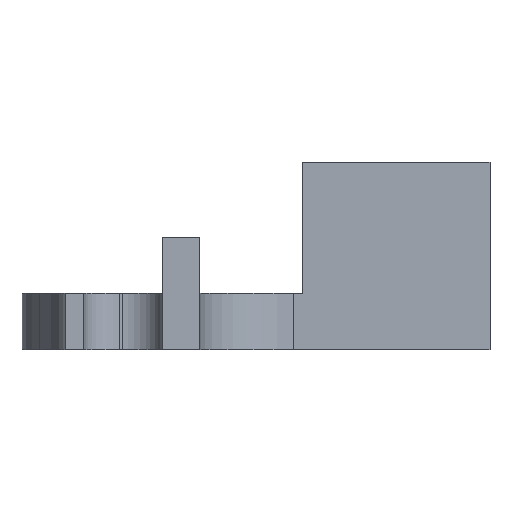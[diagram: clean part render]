
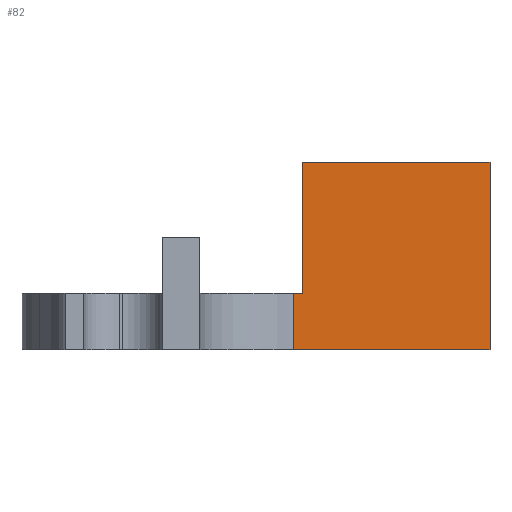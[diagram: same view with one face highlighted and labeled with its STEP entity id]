
A CAD part, left-side view. The second image highlights one B-rep face of the part: STEP entity #82.
In plain terms, the highlighted planar face has unit normal (-1, 0, 0).
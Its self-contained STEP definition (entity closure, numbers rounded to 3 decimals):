
#82 = ADVANCED_FACE( '', ( #116 ), #117, .F. );
#116 = FACE_OUTER_BOUND( '', #169, .T. );
#117 = PLANE( '', #170 );
#169 = EDGE_LOOP( '', ( #275, #276, #277, #278, #279, #280 ) );
#170 = AXIS2_PLACEMENT_3D( '', #281, #282, #283 );
#275 = ORIENTED_EDGE( '', *, *, #448, .T. );
#276 = ORIENTED_EDGE( '', *, *, #415, .F. );
#277 = ORIENTED_EDGE( '', *, *, #449, .T. );
#278 = ORIENTED_EDGE( '', *, *, #450, .T. );
#279 = ORIENTED_EDGE( '', *, *, #451, .F. );
#280 = ORIENTED_EDGE( '', *, *, #452, .F. );
#281 = CARTESIAN_POINT( '', ( 10.5, 122.9, 11. ) );
#282 = DIRECTION( '', ( 1., 0., 0. ) );
#283 = DIRECTION( '', ( 0., 1., 0. ) );
#415 = EDGE_CURVE( '', #480, #483, #484, .T. );
#448 = EDGE_CURVE( '', #542, #483, #543, .T. );
#449 = EDGE_CURVE( '', #480, #544, #545, .T. );
#450 = EDGE_CURVE( '', #544, #546, #547, .T. );
#451 = EDGE_CURVE( '', #548, #546, #549, .T. );
#452 = EDGE_CURVE( '', #542, #548, #550, .T. );
#480 = VERTEX_POINT( '', #590 );
#483 = VERTEX_POINT( '', #593 );
#484 = LINE( '', #594, #595 );
#542 = VERTEX_POINT( '', #676 );
#543 = LINE( '', #677, #678 );
#544 = VERTEX_POINT( '', #679 );
#545 = LINE( '', #680, #681 );
#546 = VERTEX_POINT( '', #682 );
#547 = LINE( '', #683, #684 );
#548 = VERTEX_POINT( '', #685 );
#549 = LINE( '', #686, #687 );
#550 = LINE( '', #688, #689 );
#590 = CARTESIAN_POINT( '', ( 10.5, 122.9, 11. ) );
#593 = CARTESIAN_POINT( '', ( 10.5, 122.4, 11. ) );
#594 = CARTESIAN_POINT( '', ( 10.5, 122.9, 11. ) );
#595 = VECTOR( '', #753, 1000. );
#676 = CARTESIAN_POINT( '', ( 10.5, 122.4, 18. ) );
#677 = CARTESIAN_POINT( '', ( 10.5, 122.4, 18. ) );
#678 = VECTOR( '', #804, 1000. );
#679 = CARTESIAN_POINT( '', ( 10.5, 122.9, 8. ) );
#680 = CARTESIAN_POINT( '', ( 10.5, 122.9, 11. ) );
#681 = VECTOR( '', #805, 1000. );
#682 = CARTESIAN_POINT( '', ( 10.5, 112.4, 8. ) );
#683 = CARTESIAN_POINT( '', ( 10.5, 122.9, 8. ) );
#684 = VECTOR( '', #806, 1000. );
#685 = CARTESIAN_POINT( '', ( 10.5, 112.4, 18. ) );
#686 = CARTESIAN_POINT( '', ( 10.5, 112.4, 11. ) );
#687 = VECTOR( '', #807, 1000. );
#688 = CARTESIAN_POINT( '', ( 10.5, 122.4, 18. ) );
#689 = VECTOR( '', #808, 1000. );
#753 = DIRECTION( '', ( 0., -1., 0. ) );
#804 = DIRECTION( '', ( 0., 0., -1. ) );
#805 = DIRECTION( '', ( 0., 0., -1. ) );
#806 = DIRECTION( '', ( 0., -1., 0. ) );
#807 = DIRECTION( '', ( 0., 0., -1. ) );
#808 = DIRECTION( '', ( 0., -1., 0. ) );
